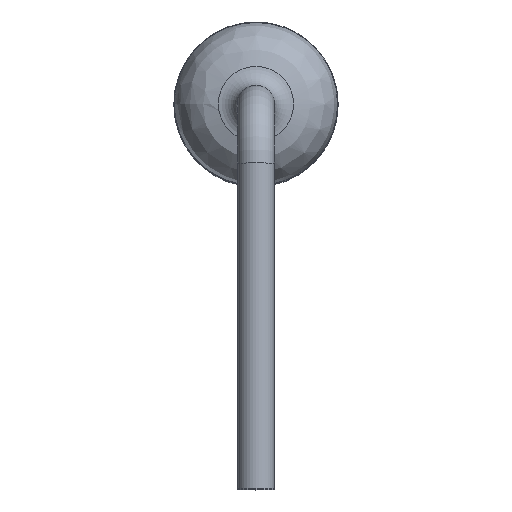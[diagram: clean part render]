
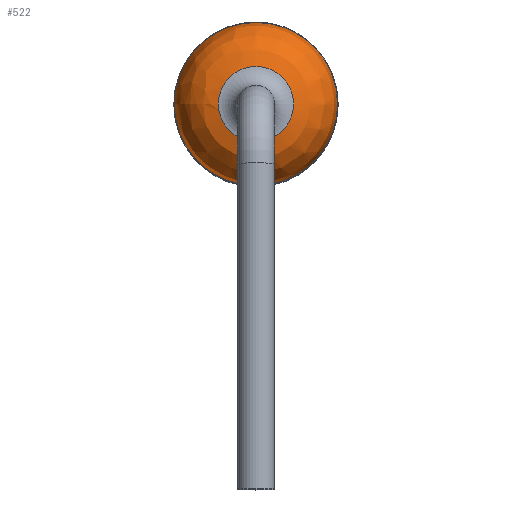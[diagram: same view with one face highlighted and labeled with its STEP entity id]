
A CAD part, top view. The second image highlights one B-rep face of the part: STEP entity #522.
In plain terms, the highlighted free-form (B-spline) face has degree [2, 2] with [3, 9] control points.
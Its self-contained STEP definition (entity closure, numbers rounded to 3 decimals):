
#57=FACE_OUTER_BOUND('',#83,.T.);
#83=EDGE_LOOP('',(#388,#389,#390,#391,#392,#393));
#143=CIRCLE('',#606,0.508);
#144=CIRCLE('',#607,0.508);
#148=CIRCLE('',#611,0.669);
#149=CIRCLE('',#612,1.102);
#150=CIRCLE('',#613,1.102);
#209=VERTEX_POINT('',#1115);
#210=VERTEX_POINT('',#1116);
#213=VERTEX_POINT('',#1151);
#214=VERTEX_POINT('',#1153);
#277=EDGE_CURVE('',#209,#210,#143,.T.);
#278=EDGE_CURVE('',#210,#209,#144,.T.);
#282=EDGE_CURVE('',#210,#213,#148,.T.);
#283=EDGE_CURVE('',#213,#214,#149,.T.);
#284=EDGE_CURVE('',#214,#213,#150,.T.);
#388=ORIENTED_EDGE('',*,*,#277,.F.);
#389=ORIENTED_EDGE('',*,*,#278,.F.);
#390=ORIENTED_EDGE('',*,*,#282,.T.);
#391=ORIENTED_EDGE('',*,*,#283,.T.);
#392=ORIENTED_EDGE('',*,*,#284,.T.);
#393=ORIENTED_EDGE('',*,*,#282,.F.);
#483=(
BOUNDED_SURFACE()
B_SPLINE_SURFACE(2,2,((#1124,#1125,#1126,#1127,#1128,#1129,#1130,#1131,
#1132),(#1133,#1134,#1135,#1136,#1137,#1138,#1139,#1140,#1141),(#1142,#1143,
#1144,#1145,#1146,#1147,#1148,#1149,#1150)),.UNSPECIFIED.,.F.,.T.,.F.)
B_SPLINE_SURFACE_WITH_KNOTS((3,3),(3,2,2,2,3),(0.02,1.459),
(-3.142,-1.571,0.,1.571,3.142),
 .UNSPECIFIED.)
GEOMETRIC_REPRESENTATION_ITEM()
RATIONAL_B_SPLINE_SURFACE(((1.,0.707,1.,0.707,1.,
0.707,1.,0.707,1.),(0.752,0.532,
0.752,0.532,0.752,0.532,
0.752,0.532,0.752),(1.,0.707,
1.,0.707,1.,0.707,1.,0.707,1.)))
REPRESENTATION_ITEM('')
SURFACE()
);
#522=ADVANCED_FACE('',(#57),#483,.F.);
#606=AXIS2_PLACEMENT_3D('',#1117,#749,#750);
#607=AXIS2_PLACEMENT_3D('',#1118,#751,#752);
#611=AXIS2_PLACEMENT_3D('',#1152,#759,#760);
#612=AXIS2_PLACEMENT_3D('',#1154,#761,#762);
#613=AXIS2_PLACEMENT_3D('',#1155,#763,#764);
#749=DIRECTION('center_axis',(0.,0.,1.));
#750=DIRECTION('ref_axis',(-1.,0.,0.));
#751=DIRECTION('center_axis',(0.,0.,1.));
#752=DIRECTION('ref_axis',(-1.,0.,0.));
#759=DIRECTION('center_axis',(0.,-1.,0.));
#760=DIRECTION('ref_axis',(-1.,0.,0.));
#761=DIRECTION('center_axis',(0.,0.,1.));
#762=DIRECTION('ref_axis',(-1.,0.,0.));
#763=DIRECTION('center_axis',(0.,0.,1.));
#764=DIRECTION('ref_axis',(-1.,0.,0.));
#1115=CARTESIAN_POINT('',(0.508,0.,2.951));
#1116=CARTESIAN_POINT('',(-0.508,0.,2.951));
#1117=CARTESIAN_POINT('Origin',(0.,0.,2.951));
#1118=CARTESIAN_POINT('Origin',(0.,0.,2.951));
#1124=CARTESIAN_POINT('Ctrl Pts',(-1.102,0.,2.3));
#1125=CARTESIAN_POINT('Ctrl Pts',(-1.102,-1.102,2.3));
#1126=CARTESIAN_POINT('Ctrl Pts',(0.,-1.102,2.3));
#1127=CARTESIAN_POINT('Ctrl Pts',(1.102,-1.102,2.3));
#1128=CARTESIAN_POINT('Ctrl Pts',(1.102,0.,2.3));
#1129=CARTESIAN_POINT('Ctrl Pts',(1.102,1.102,2.3));
#1130=CARTESIAN_POINT('Ctrl Pts',(0.,1.102,2.3));
#1131=CARTESIAN_POINT('Ctrl Pts',(-1.102,1.102,2.3));
#1132=CARTESIAN_POINT('Ctrl Pts',(-1.102,0.,2.3));
#1133=CARTESIAN_POINT('Ctrl Pts',(-1.09,0.,2.886));
#1134=CARTESIAN_POINT('Ctrl Pts',(-1.09,-1.09,2.886));
#1135=CARTESIAN_POINT('Ctrl Pts',(0.,-1.09,2.886));
#1136=CARTESIAN_POINT('Ctrl Pts',(1.09,-1.09,2.886));
#1137=CARTESIAN_POINT('Ctrl Pts',(1.09,0.,2.886));
#1138=CARTESIAN_POINT('Ctrl Pts',(1.09,1.09,2.886));
#1139=CARTESIAN_POINT('Ctrl Pts',(0.,1.09,2.886));
#1140=CARTESIAN_POINT('Ctrl Pts',(-1.09,1.09,2.886));
#1141=CARTESIAN_POINT('Ctrl Pts',(-1.09,0.,2.886));
#1142=CARTESIAN_POINT('Ctrl Pts',(-0.508,0.,2.951));
#1143=CARTESIAN_POINT('Ctrl Pts',(-0.508,-0.508,2.951));
#1144=CARTESIAN_POINT('Ctrl Pts',(0.,-0.508,2.951));
#1145=CARTESIAN_POINT('Ctrl Pts',(0.508,-0.508,2.951));
#1146=CARTESIAN_POINT('Ctrl Pts',(0.508,0.,2.951));
#1147=CARTESIAN_POINT('Ctrl Pts',(0.508,0.508,2.951));
#1148=CARTESIAN_POINT('Ctrl Pts',(0.,0.508,2.951));
#1149=CARTESIAN_POINT('Ctrl Pts',(-0.508,0.508,2.951));
#1150=CARTESIAN_POINT('Ctrl Pts',(-0.508,0.,2.951));
#1151=CARTESIAN_POINT('',(-1.102,0.,2.3));
#1152=CARTESIAN_POINT('Origin',(-0.433,0.,
2.286));
#1153=CARTESIAN_POINT('',(1.102,0.,2.3));
#1154=CARTESIAN_POINT('Origin',(0.,0.,2.3));
#1155=CARTESIAN_POINT('Origin',(0.,0.,2.3));
